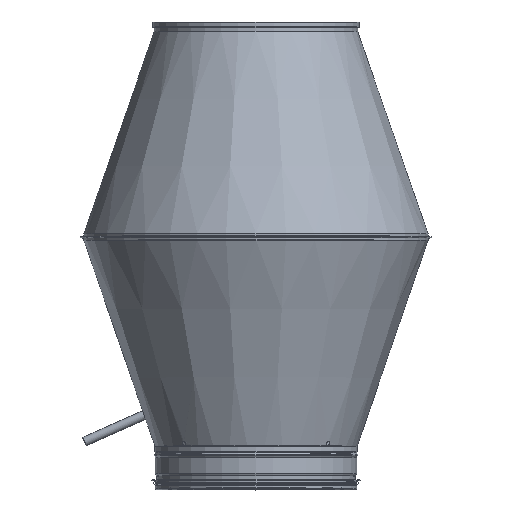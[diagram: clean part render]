
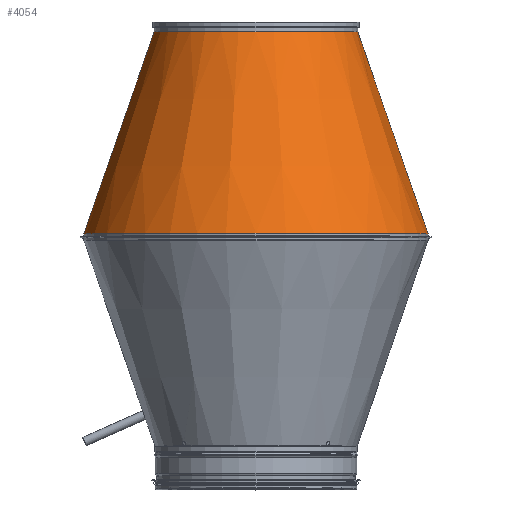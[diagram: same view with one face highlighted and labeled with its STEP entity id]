
A CAD part, top view. The second image highlights one B-rep face of the part: STEP entity #4054.
In plain terms, the highlighted conical face has half-angle 19.209 degrees and reference radius 158.489 mm.
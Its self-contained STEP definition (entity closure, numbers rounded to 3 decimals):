
#429=CIRCLE('',#4404,158.489);
#430=CIRCLE('',#4406,268.122);
#651=LINE('',#6861,#911);
#676=LINE('',#6936,#936);
#911=VECTOR('',#4996,333.216);
#936=VECTOR('',#5069,333.216);
#1132=CONICAL_SURFACE('',#4405,158.489,19.209);
#1247=FACE_OUTER_BOUND('',#1514,.T.);
#1514=EDGE_LOOP('',(#2979,#2980,#2981,#2982));
#1823=VERTEX_POINT('',#6854);
#1825=VERTEX_POINT('',#6860);
#1849=VERTEX_POINT('',#6929);
#1851=VERTEX_POINT('',#6935);
#2185=EDGE_CURVE('',#1825,#1823,#651,.T.);
#2222=EDGE_CURVE('',#1849,#1851,#676,.T.);
#2265=EDGE_CURVE('',#1849,#1825,#429,.T.);
#2266=EDGE_CURVE('',#1851,#1823,#430,.T.);
#2979=ORIENTED_EDGE('',*,*,#2185,.T.);
#2980=ORIENTED_EDGE('',*,*,#2266,.F.);
#2981=ORIENTED_EDGE('',*,*,#2222,.F.);
#2982=ORIENTED_EDGE('',*,*,#2265,.T.);
#4054=ADVANCED_FACE('',(#1247),#1132,.T.);
#4404=AXIS2_PLACEMENT_3D('',#7019,#5187,#5188);
#4405=AXIS2_PLACEMENT_3D('',#7020,#5189,#5190);
#4406=AXIS2_PLACEMENT_3D('',#7021,#5191,#5192);
#4996=DIRECTION('',(0.329,0.944,0.));
#5069=DIRECTION('',(0.329,0.944,0.));
#5187=DIRECTION('center_axis',(0.,1.,0.));
#5188=DIRECTION('ref_axis',(1.,0.,0.));
#5189=DIRECTION('center_axis',(0.,1.,0.));
#5190=DIRECTION('ref_axis',(1.,0.,0.));
#5191=DIRECTION('center_axis',(0.,1.,0.));
#5192=DIRECTION('ref_axis',(1.,0.,0.));
#6854=CARTESIAN_POINT('',(268.122,329.658,0.005));
#6860=CARTESIAN_POINT('',(158.489,14.993,0.003));
#6861=CARTESIAN_POINT('',(158.489,14.993,0.003));
#6929=CARTESIAN_POINT('',(158.489,14.993,0.));
#6935=CARTESIAN_POINT('',(268.122,329.658,0.));
#6936=CARTESIAN_POINT('',(158.489,14.993,0.));
#7019=CARTESIAN_POINT('Origin',(0.,14.993,
0.));
#7020=CARTESIAN_POINT('Origin',(0.,14.993,
0.));
#7021=CARTESIAN_POINT('Origin',(0.,329.658,0.));
